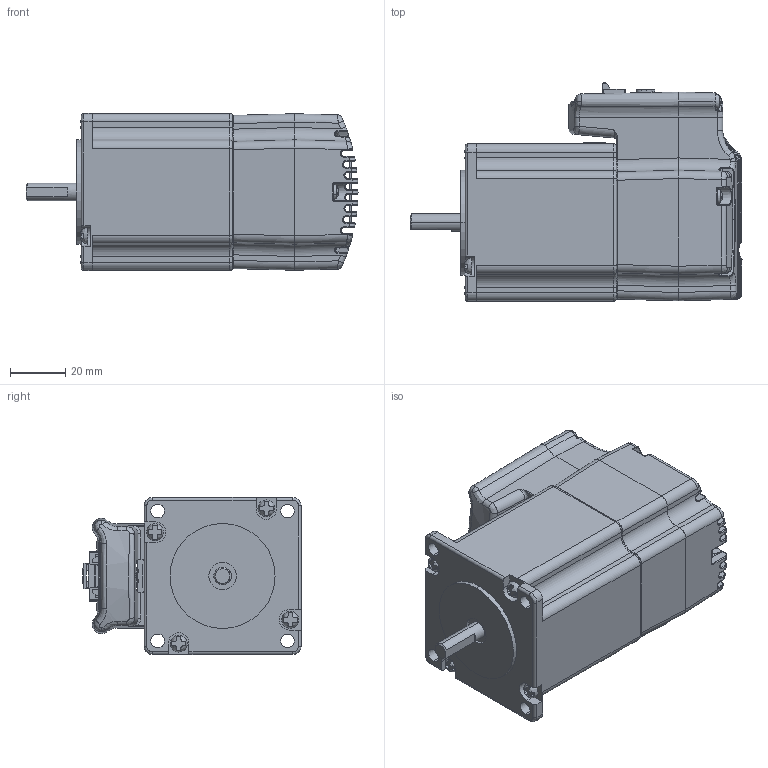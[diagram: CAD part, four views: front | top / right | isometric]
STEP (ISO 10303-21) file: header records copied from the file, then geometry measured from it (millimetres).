
FILE_DESCRIPTION (( 'STEP AP203' ), '1' );
FILE_NAME ('P16-MO-056-02-R00.STEP', '2015-04-15T03:36:33', ( '' ), ( '' ), 'SwSTEP 2.0', 'SolidWorks 2013', '' );
FILE_SCHEMA (( 'CONFIG_CONTROL_DESIGN' ));
Length unit declared in the file: millimetre
Products named in the file (20): 瞪錳薄樓醴喀攪-4; 瞪錳薄樓醴喀攪-1; round cross head screw_ks_KS 1023 RC - M3 x 20-N; 瞪錳薄樓醴喀攪-5; 瞪錳薄樓醴喀攪-2; M11-MO-056-02-R01(EzM-56M-01); RS-232C 鱔褐醴喀攪; P16-MO-056-02-R00; ﾆﾞｽｺ ﾀﾔｷﾂ ｹ貎ﾄ ｼｳﾁ､ ｽｺﾀｧﾄ｡-1; M15-EC-056-01-R00; ﾆﾞｽｺ ﾀﾔｷﾂ ｹ貎ﾄ ｼｳﾁ､ ｽｺﾀｧﾄ｡-2; M15-EC-056-02-R00; 蝶嬪纂-1; M15-EC-042-05-R00; 蝶嬪纂-2; M16-EC-042-01-R00; 匙飘况农 ID 钎矫 棺 惑怕 钎矫; 瞪錳薄樓醴喀攪-3; ﾀﾔﾃ箙ﾂ ﾁ｢ｼﾓ ﾄｿｳﾘﾅﾍ; 烹脚加档 汲沥 胶困摹
Assembly tree (24 placements, depth 2):
  P16-MO-056-02-R00
    M15-EC-056-01-R00
    M15-EC-056-02-R00
    M15-EC-042-05-R00
    M16-EC-042-01-R00
    ﾀﾔﾃ箙ﾂ ﾁ｢ｼﾓ ﾄｿｳﾘﾅﾍ
    瞪錳薄樓醴喀攪-1
    瞪錳薄樓醴喀攪-2
    瞪錳薄樓醴喀攪-3
    瞪錳薄樓醴喀攪-4
    瞪錳薄樓醴喀攪-5
    RS-232C 鱔褐醴喀攪  x2
    ﾆﾞｽｺ ﾀﾔｷﾂ ｹ貎ﾄ ｼｳﾁ､ ｽｺﾀｧﾄ｡-1
    ﾆﾞｽｺ ﾀﾔｷﾂ ｹ貎ﾄ ｼｳﾁ､ ｽｺﾀｧﾄ｡-2
    蝶嬪纂-1
    蝶嬪纂-2
    匙飘况农 ID 钎矫 棺 惑怕 钎矫
    烹脚加档 汲沥 胶困摹
    round cross head screw_ks_KS 1023 RC - M3 x 20-N  x5
    M11-MO-056-02-R01(EzM-56M-01)
Bounding box: 120.5 x 79.2 x 57 mm (x, y, z)
Volume: 213333.1 mm3; surface area: 69592 mm2
Topology: 26 solids, 28 shells, 2960 faces, 7619 edges, 4723 vertices
Faces by surface type: plane 1343, cylinder 917, bspline 572, cone 98, torus 20, sphere 10
Entity records: 135807 total; most frequent: CARTESIAN_POINT 75056, ORIENTED_EDGE 13834, DIRECTION 9412, EDGE_CURVE 6936, VERTEX_POINT 4332, VECTOR 3386, LINE 3386, AXIS2_PLACEMENT_3D 3013
